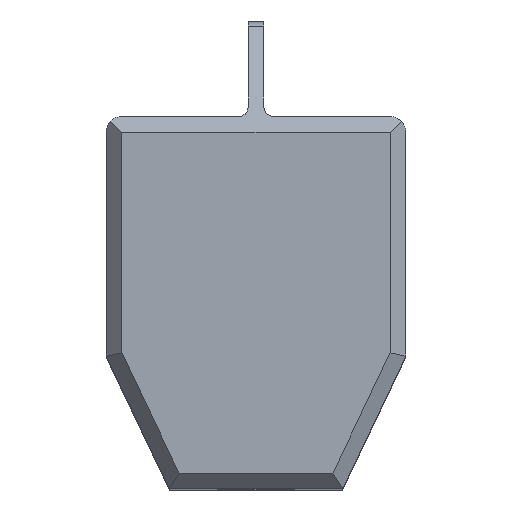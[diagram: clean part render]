
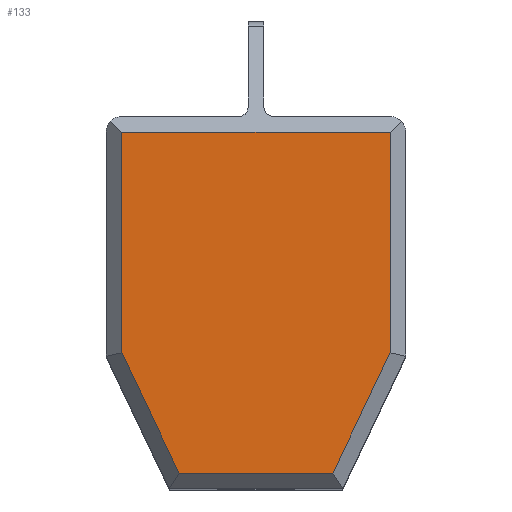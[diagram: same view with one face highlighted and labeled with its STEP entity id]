
A CAD part, top view. The second image highlights one B-rep face of the part: STEP entity #133.
In plain terms, the highlighted planar face has unit normal (0, 0, 1).
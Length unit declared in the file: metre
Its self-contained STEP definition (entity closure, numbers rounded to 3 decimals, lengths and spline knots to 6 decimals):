
#133 = ADVANCED_FACE( '', ( #279 ), #280, .F. );
#279 = FACE_OUTER_BOUND( '', #435, .T. );
#280 = PLANE( '', #436 );
#435 = EDGE_LOOP( '', ( #759, #760, #761, #762, #763, #764 ) );
#436 = AXIS2_PLACEMENT_3D( '', #765, #766, #767 );
#759 = ORIENTED_EDGE( '', *, *, #1049, .T. );
#760 = ORIENTED_EDGE( '', *, *, #1054, .T. );
#761 = ORIENTED_EDGE( '', *, *, #1090, .T. );
#762 = ORIENTED_EDGE( '', *, *, #1075, .T. );
#763 = ORIENTED_EDGE( '', *, *, #1041, .T. );
#764 = ORIENTED_EDGE( '', *, *, #1002, .T. );
#765 = CARTESIAN_POINT( '', ( 0., 0., 0.008509 ) );
#766 = DIRECTION( '', ( 0., 0., -1. ) );
#767 = DIRECTION( '', ( 0., 1., 0. ) );
#1002 = EDGE_CURVE( '', #1214, #1219, #1221, .F. );
#1041 = EDGE_CURVE( '', #1277, #1214, #1282, .F. );
#1049 = EDGE_CURVE( '', #1219, #1292, #1294, .F. );
#1054 = EDGE_CURVE( '', #1292, #1300, #1302, .F. );
#1075 = EDGE_CURVE( '', #1327, #1277, #1332, .F. );
#1090 = EDGE_CURVE( '', #1300, #1327, #1348, .F. );
#1214 = VERTEX_POINT( '', #1515 );
#1219 = VERTEX_POINT( '', #1522 );
#1221 = LINE( '', #1525, #1526 );
#1277 = VERTEX_POINT( '', #1609 );
#1282 = LINE( '', #1616, #1617 );
#1292 = VERTEX_POINT( '', #1628 );
#1294 = LINE( '', #1631, #1632 );
#1300 = VERTEX_POINT( '', #1639 );
#1302 = LINE( '', #1642, #1643 );
#1327 = VERTEX_POINT( '', #1678 );
#1332 = LINE( '', #1685, #1686 );
#1348 = LINE( '', #1711, #1712 );
#1515 = CARTESIAN_POINT( '', ( -0.006183, 0.00127, 0.008509 ) );
#1522 = CARTESIAN_POINT( '', ( 0.006183, 0.00127, 0.008509 ) );
#1525 = CARTESIAN_POINT( '', ( 0., 0.00127, 0.008509 ) );
#1526 = VECTOR( '', #1833, 1. );
#1609 = CARTESIAN_POINT( '', ( -0.010795, 0.010955, 0.008509 ) );
#1616 = CARTESIAN_POINT( '', ( -0.004547, -0.002165, 0.008509 ) );
#1617 = VECTOR( '', #1866, 1. );
#1628 = CARTESIAN_POINT( '', ( 0.010795, 0.010955, 0.008509 ) );
#1631 = CARTESIAN_POINT( '', ( 0.004547, -0.002165, 0.008509 ) );
#1632 = VECTOR( '', #1878, 1. );
#1639 = CARTESIAN_POINT( '', ( 0.010795, 0.028702, 0.008509 ) );
#1642 = CARTESIAN_POINT( '', ( 0.010795, 0.029972, 0.008509 ) );
#1643 = VECTOR( '', #1884, 1. );
#1678 = CARTESIAN_POINT( '', ( -0.010795, 0.028702, 0.008509 ) );
#1685 = CARTESIAN_POINT( '', ( -0.010795, 0.010668, 0.008509 ) );
#1686 = VECTOR( '', #1906, 1. );
#1711 = CARTESIAN_POINT( '', ( -0.012065, 0.028702, 0.008509 ) );
#1712 = VECTOR( '', #1916, 1. );
#1833 = DIRECTION( '', ( -1., 0., 0. ) );
#1866 = DIRECTION( '', ( -0.43, 0.903, 0. ) );
#1878 = DIRECTION( '', ( -0.43, -0.903, 0. ) );
#1884 = DIRECTION( '', ( 0., -1., 0. ) );
#1906 = DIRECTION( '', ( 0., 1., 0. ) );
#1916 = DIRECTION( '', ( 1., 0., 0. ) );
